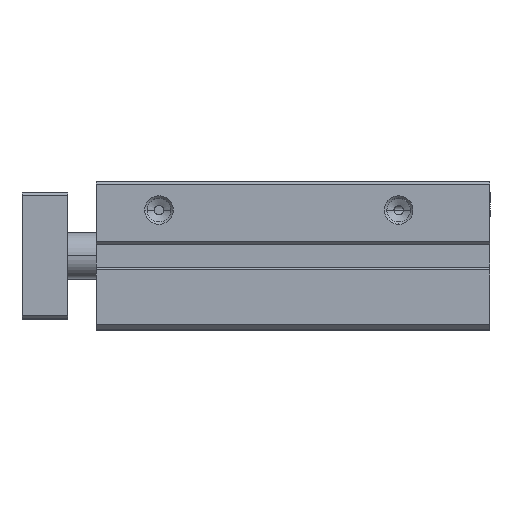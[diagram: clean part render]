
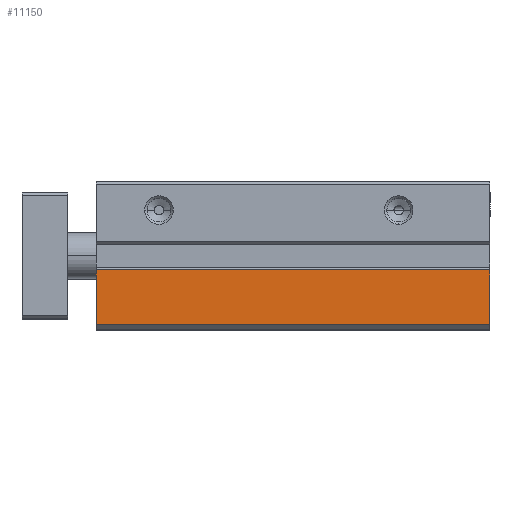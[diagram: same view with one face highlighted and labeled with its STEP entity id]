
A CAD part, top view. The second image highlights one B-rep face of the part: STEP entity #11150.
In plain terms, the highlighted planar face has unit normal (0, 0, 1).
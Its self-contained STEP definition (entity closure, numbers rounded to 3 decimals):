
#176 = VERTEX_POINT ( 'NONE', #4504 ) ;
#220 = VERTEX_POINT ( 'NONE', #6308 ) ;
#982 = ORIENTED_EDGE ( 'NONE', *, *, #11182, .T. ) ;
#1060 = VERTEX_POINT ( 'NONE', #6647 ) ;
#1339 = DIRECTION ( 'NONE',  ( 0., -1., 0. ) ) ;
#1583 = CARTESIAN_POINT ( 'NONE',  ( 0., -2.5, 29. ) ) ;
#2378 = PLANE ( 'NONE',  #10637 ) ;
#2412 = VECTOR ( 'NONE', #2898, 1000. ) ;
#2464 = DIRECTION ( 'NONE',  ( -1., 0., 0. ) ) ;
#2706 = ORIENTED_EDGE ( 'NONE', *, *, #3977, .F. ) ;
#2898 = DIRECTION ( 'NONE',  ( -1., 0., 0. ) ) ;
#3219 = VECTOR ( 'NONE', #9021, 1000. ) ;
#3406 = VECTOR ( 'NONE', #1339, 1000. ) ;
#3555 = VERTEX_POINT ( 'NONE', #1583 ) ;
#3977 = EDGE_CURVE ( 'NONE', #220, #176, #7230, .T. ) ;
#4380 = DIRECTION ( 'NONE',  ( 1., 0., 0. ) ) ;
#4420 = EDGE_CURVE ( 'NONE', #3555, #176, #7031, .T. ) ;
#4443 = DIRECTION ( 'NONE',  ( 0., 0., 1. ) ) ;
#4504 = CARTESIAN_POINT ( 'NONE',  ( 0., -12., 29. ) ) ;
#4882 = EDGE_CURVE ( 'NONE', #1060, #220, #8150, .T. ) ;
#6308 = CARTESIAN_POINT ( 'NONE',  ( 69., -12., 29. ) ) ;
#6647 = CARTESIAN_POINT ( 'NONE',  ( 69., -2.5, 29. ) ) ;
#7031 = LINE ( 'NONE', #10698, #3219 ) ;
#7069 = CARTESIAN_POINT ( 'NONE',  ( 69., 0., 29. ) ) ;
#7230 = LINE ( 'NONE', #11144, #12249 ) ;
#7276 = FACE_OUTER_BOUND ( 'NONE', #9708, .T. ) ;
#8150 = LINE ( 'NONE', #7069, #3406 ) ;
#8514 = ORIENTED_EDGE ( 'NONE', *, *, #4420, .T. ) ;
#9021 = DIRECTION ( 'NONE',  ( 0., -1., 0. ) ) ;
#9216 = CARTESIAN_POINT ( 'NONE',  ( 0., -12., 29. ) ) ;
#9708 = EDGE_LOOP ( 'NONE', ( #8514, #2706, #10970, #982 ) ) ;
#10637 = AXIS2_PLACEMENT_3D ( 'NONE', #9216, #4443, #4380 ) ;
#10698 = CARTESIAN_POINT ( 'NONE',  ( 0., -12., 29. ) ) ;
#10970 = ORIENTED_EDGE ( 'NONE', *, *, #4882, .F. ) ;
#11144 = CARTESIAN_POINT ( 'NONE',  ( 0., -12., 29. ) ) ;
#11150 = ADVANCED_FACE ( 'NONE', ( #7276 ), #2378, .T. ) ;
#11182 = EDGE_CURVE ( 'NONE', #1060, #3555, #11716, .T. ) ;
#11716 = LINE ( 'NONE', #12597, #2412 ) ;
#12249 = VECTOR ( 'NONE', #2464, 1000. ) ;
#12597 = CARTESIAN_POINT ( 'NONE',  ( 0., -2.5, 29. ) ) ;
